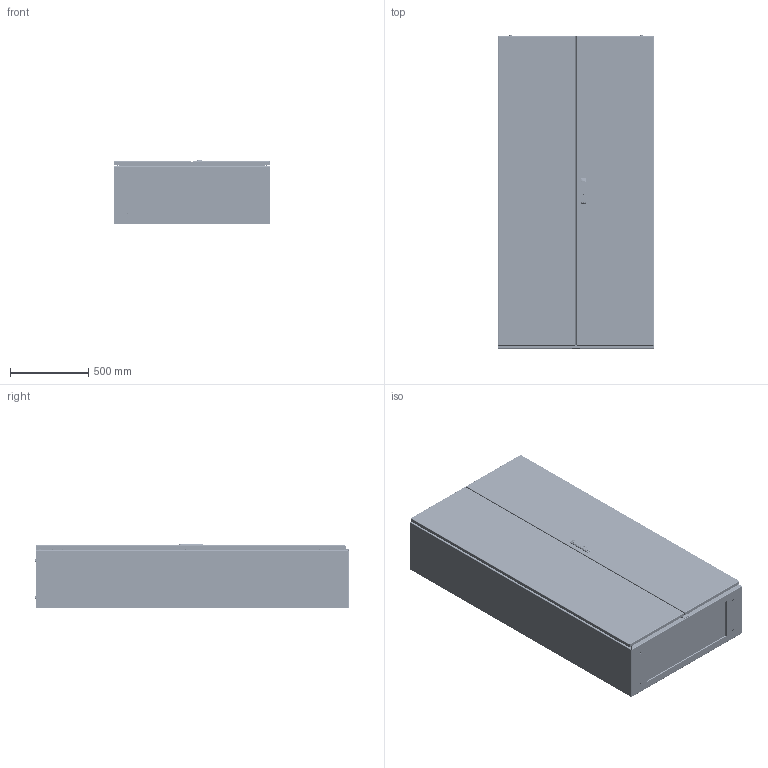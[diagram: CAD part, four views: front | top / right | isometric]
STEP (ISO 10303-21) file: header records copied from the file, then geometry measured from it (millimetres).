
FILE_DESCRIPTION(('STEP AP242'),'1');
FILE_NAME('nsysmx201040h.stp','2021-07-11T14:33:49',('TraceParts'),('TraceParts S.A.'),'Spatial InterOp 3D',' ',' ');
FILE_SCHEMA(('AP242_MANAGED_MODEL_BASED_3D_ENGINEERING_MIM_LF {1 0 10303 442 1 1 4}'));
Length unit declared in the file: millimetre
Products named in the file (1): 6128420101_ASM|6304940201_ASM#6304940201_ASM|2301591511#2301591511;2301591511
Bounding box: 1000 x 2002.3 x 412 mm (x, y, z)
Volume: 16071908 mm3; surface area: 16102270 mm2
Topology: 196 solids, 198 shells, 10541 faces, 26844 edges, 16771 vertices
Faces by surface type: plane 4802, cylinder 4530, cone 588, torus 293, bspline 200, sphere 128
Entity records: 339381 total; most frequent: CARTESIAN_POINT 75258, DIRECTION 56856, ORIENTED_EDGE 53444, EDGE_CURVE 26722, AXIS2_PLACEMENT_3D 21431, VERTEX_POINT 16771, LINE 13994, VECTOR 13994
